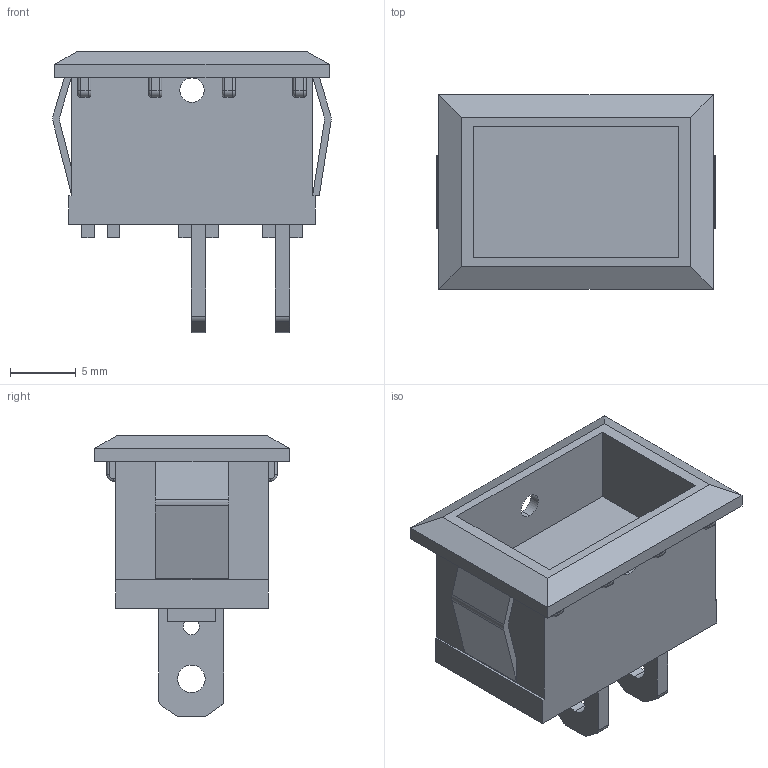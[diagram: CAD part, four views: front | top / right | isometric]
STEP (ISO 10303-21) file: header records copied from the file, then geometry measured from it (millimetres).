
FILE_DESCRIPTION (( 'STEP AP203' ), '1' );
FILE_NAME ('Switch.STEP', '2021-07-17T20:12:38', ( '' ), ( '' ), 'SwSTEP 2.0', 'SolidWorks 2020', '' );
FILE_SCHEMA (( 'CONFIG_CONTROL_DESIGN' ));
Length unit declared in the file: millimetre
Products named in the file (1): Switch
Bounding box: 21.23 x 14.85 x 21.45 mm (x, y, z)
Volume: 2173 mm3; surface area: 2129.5 mm2
Topology: 1 solids, 1 shells, 188 faces, 517 edges, 330 vertices
Faces by surface type: plane 108, cylinder 64, torus 16
Entity records: 6042 total; most frequent: DIRECTION 1039, CARTESIAN_POINT 1036, ORIENTED_EDGE 1034, EDGE_CURVE 517, LINE 373, VECTOR 373, AXIS2_PLACEMENT_3D 333, VERTEX_POINT 330
